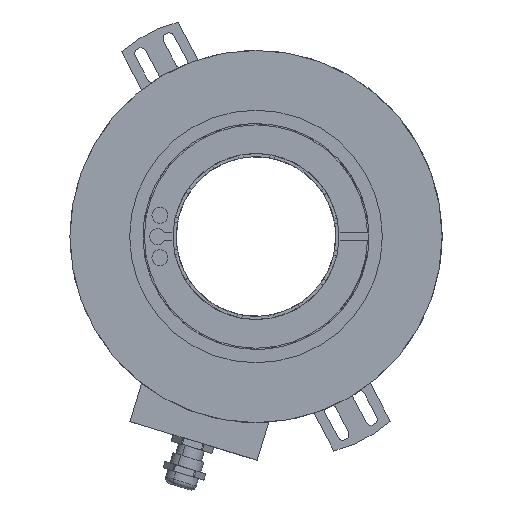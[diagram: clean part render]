
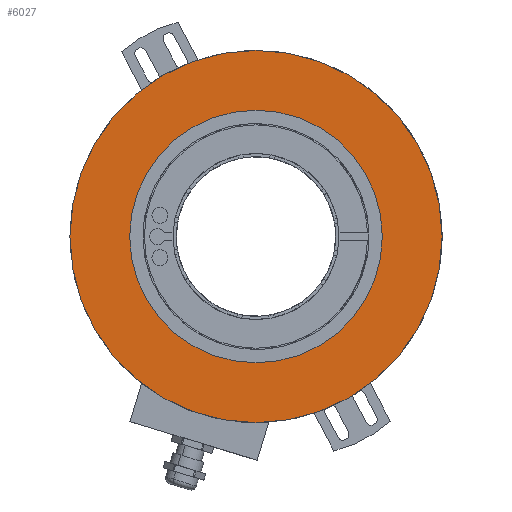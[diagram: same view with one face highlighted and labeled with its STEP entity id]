
A CAD part, front view. The second image highlights one B-rep face of the part: STEP entity #6027.
In plain terms, the highlighted planar face has unit normal (0, -1, 0).
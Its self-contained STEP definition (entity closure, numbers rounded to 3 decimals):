
#1491 = CARTESIAN_POINT ( 'NONE',  ( 0., 0., -70. ) ) ;
#2912 = CARTESIAN_POINT ( 'NONE',  ( 0., 0., 70. ) ) ;
#2914 = CARTESIAN_POINT ( 'NONE',  ( 0., 0., 47.5 ) ) ;
#2915 = CARTESIAN_POINT ( 'NONE',  ( 0., 0., -47.5 ) ) ;
#4922 = EDGE_CURVE ( 'NONE', #10570, #10588, #16213, .T. ) ;
#6027 = ADVANCED_FACE ( 'NONE', ( #21920, #21945 ), #23699, .F. ) ;
#6393 = EDGE_CURVE ( 'NONE', #10584, #10613, #25089, .T. ) ;
#6428 = EDGE_CURVE ( 'NONE', #10613, #10584, #25146, .T. ) ;
#6440 = EDGE_CURVE ( 'NONE', #10588, #10570, #25157, .T. ) ;
#10570 = VERTEX_POINT ( 'NONE', #2914 ) ;
#10584 = VERTEX_POINT ( 'NONE', #2912 ) ;
#10588 = VERTEX_POINT ( 'NONE', #2915 ) ;
#10613 = VERTEX_POINT ( 'NONE', #1491 ) ;
#11857 = ORIENTED_EDGE ( 'NONE', *, *, #4922, .F. ) ;
#11864 = ORIENTED_EDGE ( 'NONE', *, *, #6440, .F. ) ;
#11865 = ORIENTED_EDGE ( 'NONE', *, *, #6428, .F. ) ;
#11910 = ORIENTED_EDGE ( 'NONE', *, *, #6393, .F. ) ;
#12444 = EDGE_LOOP ( 'NONE', ( #11864, #11857 ) ) ;
#12460 = EDGE_LOOP ( 'NONE', ( #11865, #11910 ) ) ;
#14696 = AXIS2_PLACEMENT_3D ( 'NONE', #17737, #17716, #17739 ) ;
#15493 = AXIS2_PLACEMENT_3D ( 'NONE', #23708, #23700, #23724 ) ;
#15696 = AXIS2_PLACEMENT_3D ( 'NONE', #25817, #25783, #25790 ) ;
#15766 = AXIS2_PLACEMENT_3D ( 'NONE', #26138, #26147, #26139 ) ;
#15773 = AXIS2_PLACEMENT_3D ( 'NONE', #26086, #26080, #26105 ) ;
#16213 = CIRCLE ( 'NONE', #14696, 47.5 ) ;
#17716 = DIRECTION ( 'NONE',  ( 0., -1., 0. ) ) ;
#17737 = CARTESIAN_POINT ( 'NONE',  ( 0., 0., 0. ) ) ;
#17739 = DIRECTION ( 'NONE',  ( 0., 0., -1. ) ) ;
#21920 = FACE_BOUND ( 'NONE', #12444, .T. ) ;
#21945 = FACE_OUTER_BOUND ( 'NONE', #12460, .T. ) ;
#23699 = PLANE ( 'NONE',  #15493 ) ;
#23700 = DIRECTION ( 'NONE',  ( 0., 1., 0. ) ) ;
#23708 = CARTESIAN_POINT ( 'NONE',  ( 0., 0., 0. ) ) ;
#23724 = DIRECTION ( 'NONE',  ( 0., 0., 1. ) ) ;
#25089 = CIRCLE ( 'NONE', #15696, 70. ) ;
#25146 = CIRCLE ( 'NONE', #15773, 70. ) ;
#25157 = CIRCLE ( 'NONE', #15766, 47.5 ) ;
#25783 = DIRECTION ( 'NONE',  ( 0., 1., 0. ) ) ;
#25790 = DIRECTION ( 'NONE',  ( 0., 0., 1. ) ) ;
#25817 = CARTESIAN_POINT ( 'NONE',  ( 0., 0., 0. ) ) ;
#26080 = DIRECTION ( 'NONE',  ( 0., 1., 0. ) ) ;
#26086 = CARTESIAN_POINT ( 'NONE',  ( 0., 0., 0. ) ) ;
#26105 = DIRECTION ( 'NONE',  ( 0., 0., 1. ) ) ;
#26138 = CARTESIAN_POINT ( 'NONE',  ( 0., 0., 0. ) ) ;
#26139 = DIRECTION ( 'NONE',  ( 0., 0., -1. ) ) ;
#26147 = DIRECTION ( 'NONE',  ( 0., -1., 0. ) ) ;
